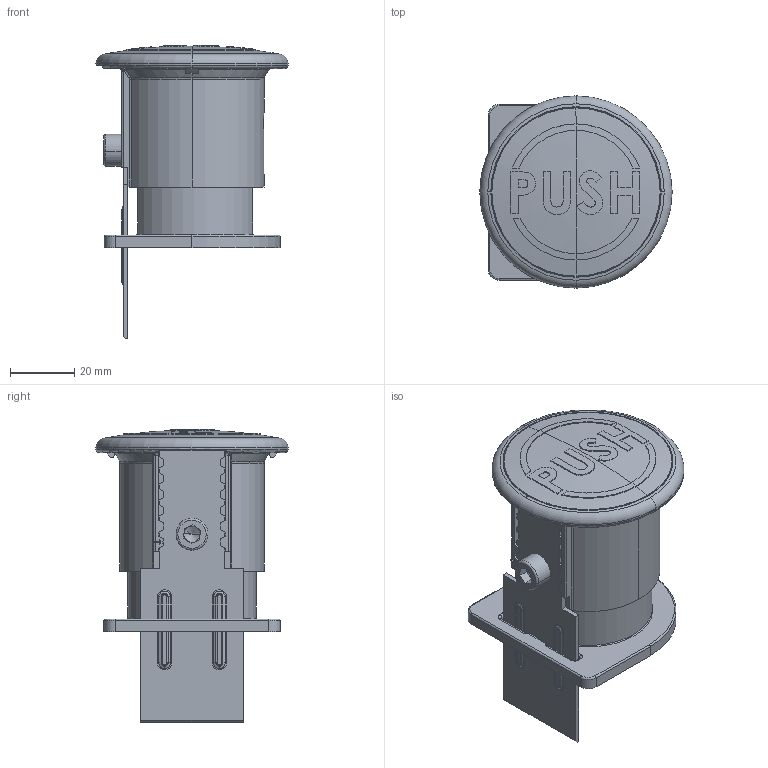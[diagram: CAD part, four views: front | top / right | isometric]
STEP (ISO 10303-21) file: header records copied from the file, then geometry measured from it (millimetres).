
FILE_DESCRIPTION (( 'STEP AP214' ), '1' );
FILE_NAME ('0957409S02.STEP', '2015-11-23T09:00:40', ( '' ), ( '' ), 'SwSTEP 2.0', 'SolidWorks 2015', '' );
FILE_SCHEMA (( 'AUTOMOTIVE_DESIGN' ));
Length unit declared in the file: millimetre
Products named in the file (10): 0957409r02_Standard; 0957409r01_095 7409r09; 0957409r06_0957409r06; 096p0201304m6_Standard; 0957409r03_0957409R03; 0957409r04_0957409r04s02; 0957409r05_Standard; 0957409S02; 4DIN912M0610M_DIN 912 M6 x 20 --- 25N; 0957409r07_Standard
Assembly tree (10 placements, depth 2):
  0957409S02
    0957409r05_Standard
    0957409r04_0957409r04s02
    0957409r03_0957409R03
    096p0201304m6_Standard
    0957409r06_0957409r06
    0957409r01_095 7409r09  x2
    0957409r02_Standard
    0957409r07_Standard
    4DIN912M0610M_DIN 912 M6 x 20 --- 25N
Bounding box: 60 x 60 x 91.67 mm (x, y, z)
Volume: 50568.4 mm3; surface area: 47982.1 mm2
Topology: 10 solids, 10 shells, 1363 faces, 3350 edges, 2019 vertices
Faces by surface type: cylinder 379, plane 360, torus 305, bspline 226, cone 52, sphere 41
Entity records: 57171 total; most frequent: CARTESIAN_POINT 26021, ORIENTED_EDGE 6548, DIRECTION 6430, EDGE_CURVE 3274, AXIS2_PLACEMENT_3D 2598, VERTEX_POINT 1986, CIRCLE 1476, EDGE_LOOP 1388
